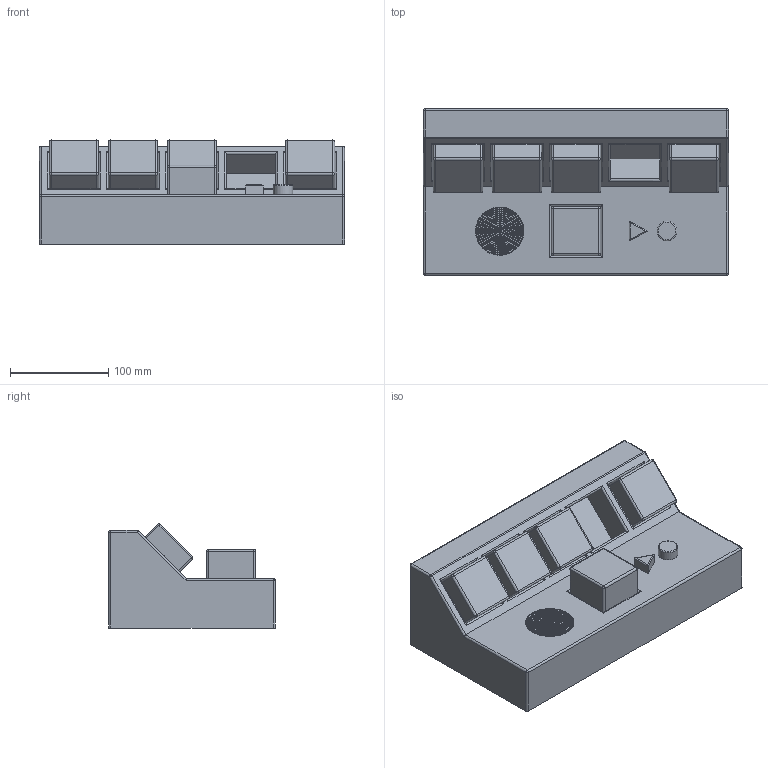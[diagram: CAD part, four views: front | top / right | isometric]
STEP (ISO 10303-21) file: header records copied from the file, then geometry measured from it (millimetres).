
FILE_DESCRIPTION(/* description */ (''),/* implementation_level */ '2;1');
FILE_NAME(/* name */ 'HTMAA Final Project v8.step',/* time_stamp */ '2020-10-05T22:45:56-04:00',/* author */ (''),/* organization */ (''),/* preprocessor_version */ 'ST-DEVELOPER v18.1',/* originating_system */ 'Autodesk Translation Framework v9.3.0.1241',/* authorisation */ '');
FILE_SCHEMA (('AUTOMOTIVE_DESIGN { 1 0 10303 214 3 1 1 }'));
Length unit declared in the file: millimetre
Products named in the file (9): HTMAA Final Project; Component1; Component2; Component3; Component4; Component5; Component6; Component7; Component8
Assembly tree (8 placements, depth 2):
  HTMAA Final Project
    Component1
    Component2
    Component3
    Component4
    Component5
    Component6
    Component7
    Component8
Bounding box: 310 x 169.5 x 105.73 mm (x, y, z)
Volume: 3666452 mm3; surface area: 291012.8 mm2
Topology: 8 solids, 8 shells, 1161 faces, 1843 edges, 1173 vertices
Faces by surface type: cylinder 570, plane 544, sphere 46, torus 1
Full cylindrical faces by diameter (mm): 1 x469, 20 x1
Entity records: 26961 total; most frequent: DIRECTION 5313, CARTESIAN_POINT 4194, ORIENTED_EDGE 3686, AXIS2_PLACEMENT_3D 2292, EDGE_CURVE 1843, EDGE_LOOP 1636, VERTEX_POINT 1173, FACE_OUTER_BOUND 1161
